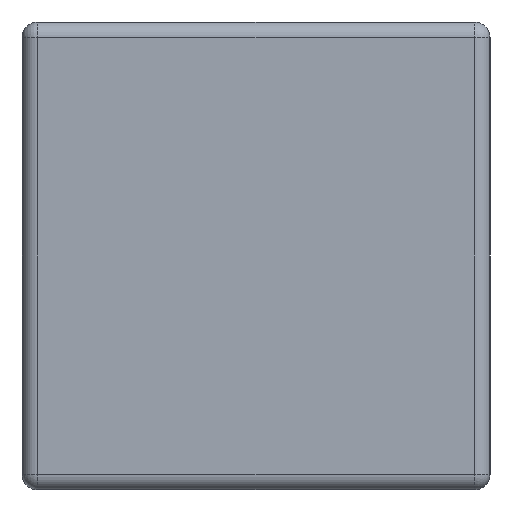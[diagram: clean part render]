
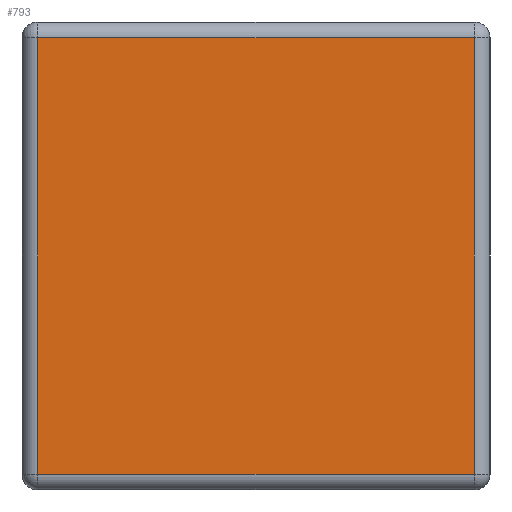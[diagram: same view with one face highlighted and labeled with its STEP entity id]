
A CAD part, left-side view. The second image highlights one B-rep face of the part: STEP entity #793.
In plain terms, the highlighted planar face has unit normal (-1, 0, 0).
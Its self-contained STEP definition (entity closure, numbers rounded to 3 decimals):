
#176 = VERTEX_POINT ( 'NONE', #3951 ) ;
#207 = DIRECTION ( 'NONE',  ( 1., 0., 0. ) ) ;
#405 = ORIENTED_EDGE ( 'NONE', *, *, #1236, .T. ) ;
#564 = LINE ( 'NONE', #3028, #4288 ) ;
#793 = ADVANCED_FACE ( 'NONE', ( #4702 ), #4059, .F. ) ;
#938 = VECTOR ( 'NONE', #4707, 1000. ) ;
#1188 = CARTESIAN_POINT ( 'NONE',  ( -0.3, 0.01, -0.14 ) ) ;
#1211 = VECTOR ( 'NONE', #4901, 1000. ) ;
#1236 = EDGE_CURVE ( 'NONE', #5464, #4340, #564, .T. ) ;
#1398 = CARTESIAN_POINT ( 'NONE',  ( -0.3, 0.3, -0.14 ) ) ;
#1448 = DIRECTION ( 'NONE',  ( 0., 0., -1. ) ) ;
#1495 = EDGE_CURVE ( 'NONE', #176, #5464, #1900, .T. ) ;
#1755 = VERTEX_POINT ( 'NONE', #1188 ) ;
#1875 = DIRECTION ( 'NONE',  ( 0., 0., 1. ) ) ;
#1900 = LINE ( 'NONE', #2991, #938 ) ;
#1919 = EDGE_CURVE ( 'NONE', #4340, #1755, #5616, .T. ) ;
#2618 = ORIENTED_EDGE ( 'NONE', *, *, #1495, .T. ) ;
#2833 = LINE ( 'NONE', #4455, #4643 ) ;
#2991 = CARTESIAN_POINT ( 'NONE',  ( -0.3, 0.3, 0.14 ) ) ;
#3028 = CARTESIAN_POINT ( 'NONE',  ( -0.3, 0.29, -0.15 ) ) ;
#3161 = ORIENTED_EDGE ( 'NONE', *, *, #1919, .T. ) ;
#3386 = DIRECTION ( 'NONE',  ( 0., 0., -1. ) ) ;
#3951 = CARTESIAN_POINT ( 'NONE',  ( -0.3, 0.01, 0.14 ) ) ;
#4031 = EDGE_CURVE ( 'NONE', #1755, #176, #2833, .T. ) ;
#4059 = PLANE ( 'NONE',  #5629 ) ;
#4170 = EDGE_LOOP ( 'NONE', ( #3161, #5216, #2618, #405 ) ) ;
#4288 = VECTOR ( 'NONE', #3386, 1000. ) ;
#4340 = VERTEX_POINT ( 'NONE', #4700 ) ;
#4455 = CARTESIAN_POINT ( 'NONE',  ( -0.3, 0.01, -0.15 ) ) ;
#4643 = VECTOR ( 'NONE', #1875, 1000. ) ;
#4700 = CARTESIAN_POINT ( 'NONE',  ( -0.3, 0.29, -0.14 ) ) ;
#4702 = FACE_OUTER_BOUND ( 'NONE', #4170, .T. ) ;
#4707 = DIRECTION ( 'NONE',  ( 0., 1., 0. ) ) ;
#4846 = CARTESIAN_POINT ( 'NONE',  ( -0.3, 0.29, 0.14 ) ) ;
#4901 = DIRECTION ( 'NONE',  ( 0., -1., 0. ) ) ;
#5216 = ORIENTED_EDGE ( 'NONE', *, *, #4031, .T. ) ;
#5396 = CARTESIAN_POINT ( 'NONE',  ( -0.3, 0.3, -0.15 ) ) ;
#5464 = VERTEX_POINT ( 'NONE', #4846 ) ;
#5616 = LINE ( 'NONE', #1398, #1211 ) ;
#5629 = AXIS2_PLACEMENT_3D ( 'NONE', #5396, #207, #1448 ) ;
